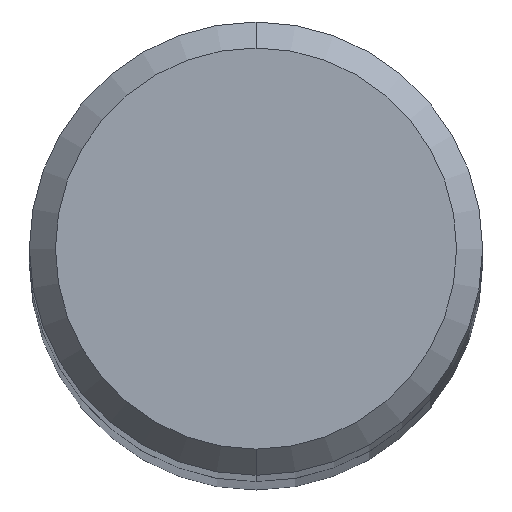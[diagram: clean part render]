
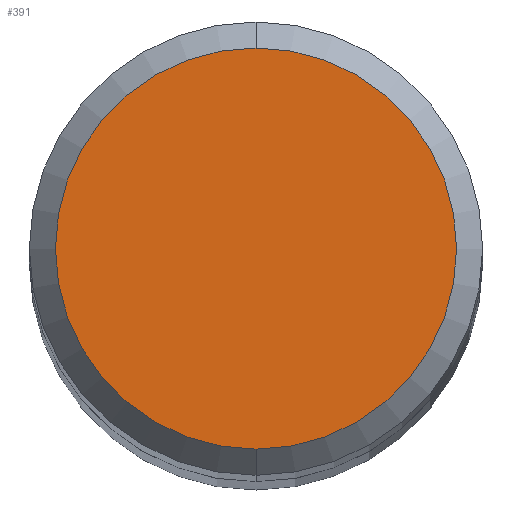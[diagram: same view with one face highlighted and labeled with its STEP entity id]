
A CAD part, top view. The second image highlights one B-rep face of the part: STEP entity #391.
In plain terms, the highlighted planar face has unit normal (0, 0, 1).
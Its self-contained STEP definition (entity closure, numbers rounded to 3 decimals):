
#193=VERTEX_POINT('',#472);
#229=EDGE_CURVE('',#253,#193,#508,.T.);
#253=VERTEX_POINT('',#534);
#337=EDGE_CURVE('',#193,#253,#627,.T.);
#391=ADVANCED_FACE('',(#688),#689,.T.);
#472=CARTESIAN_POINT('',(0.,-3.85,0.0));
#508=CIRCLE('',#926,3.85);
#534=CARTESIAN_POINT('',(0.0,3.85,0.0));
#627=CIRCLE('',#1127,3.85);
#688=FACE_OUTER_BOUND('',#1243,.T.);
#689=PLANE('',#1244);
#926=AXIS2_PLACEMENT_3D('',#1395,#1396,#1397);
#1127=AXIS2_PLACEMENT_3D('',#1538,#1539,#1540);
#1243=EDGE_LOOP('',(#1615,#1616));
#1244=AXIS2_PLACEMENT_3D('',#1617,#1618,#1619);
#1395=CARTESIAN_POINT('',(0.0,0.0,0.0));
#1396=DIRECTION('',(0.0,0.0,-1.0));
#1397=DIRECTION('',(0.0,1.0,0.0));
#1538=CARTESIAN_POINT('',(0.0,0.0,0.0));
#1539=DIRECTION('',(0.0,0.0,-1.0));
#1540=DIRECTION('',(0.0,1.0,0.0));
#1615=ORIENTED_EDGE('',*,*,#229,.F.);
#1616=ORIENTED_EDGE('',*,*,#337,.F.);
#1617=CARTESIAN_POINT('',(0.0,1.925,0.0));
#1618=DIRECTION('',(-0.0,0.0,1.0));
#1619=DIRECTION('',(0.0,-1.0,0.0));
